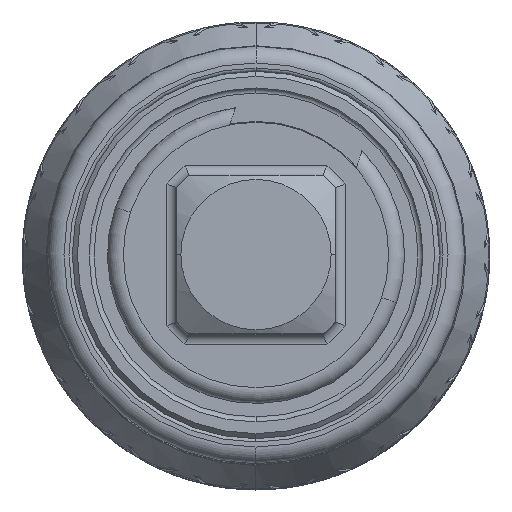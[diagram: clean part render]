
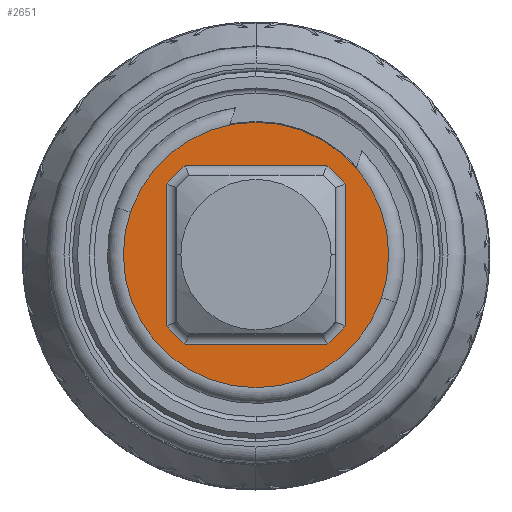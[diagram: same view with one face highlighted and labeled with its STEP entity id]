
A CAD part, top view. The second image highlights one B-rep face of the part: STEP entity #2651.
In plain terms, the highlighted planar face has unit normal (0, 0, 1).
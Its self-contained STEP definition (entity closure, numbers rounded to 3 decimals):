
#1668=CARTESIAN_POINT('',(0.,0.,64.4));
#1669=DIRECTION('',(0.,0.,-1.));
#1670=DIRECTION('',(1.,0.,0.));
#1671=AXIS2_PLACEMENT_3D('',#1668,#1669,#1670);
#1764=CARTESIAN_POINT('',(0.,0.,64.4));
#1765=DIRECTION('',(0.,0.,-1.));
#1766=DIRECTION('',(-1.,0.,0.));
#1767=AXIS2_PLACEMENT_3D('',#1764,#1765,#1766);
#1909=CARTESIAN_POINT('',(0.,0.,64.4));
#1910=DIRECTION('',(0.,0.,1.));
#1911=DIRECTION('',(0.784,0.621,0.));
#1912=AXIS2_PLACEMENT_3D('',#1909,#1910,#1911);
#1914=DIRECTION('',(-1.,0.,0.));
#1915=VECTOR('',#1914,8.48);
#1916=CARTESIAN_POINT('',(4.24,5.348,64.4));
#1917=LINE('',#1916,#1915);
#1918=CARTESIAN_POINT('',(0.,0.,64.4));
#1919=DIRECTION('',(0.,0.,1.));
#1920=DIRECTION('',(-0.621,0.784,0.));
#1921=AXIS2_PLACEMENT_3D('',#1918,#1919,#1920);
#1923=DIRECTION('',(0.,-1.,0.));
#1924=VECTOR('',#1923,8.48);
#1925=CARTESIAN_POINT('',(-5.348,4.24,64.4));
#1926=LINE('',#1925,#1924);
#1927=CARTESIAN_POINT('',(0.,0.,64.4));
#1928=DIRECTION('',(0.,0.,1.));
#1929=DIRECTION('',(-0.784,-0.621,0.));
#1930=AXIS2_PLACEMENT_3D('',#1927,#1928,#1929);
#1932=DIRECTION('',(1.,0.,0.));
#1933=VECTOR('',#1932,8.48);
#1934=CARTESIAN_POINT('',(-4.24,-5.348,64.4));
#1935=LINE('',#1934,#1933);
#1936=CARTESIAN_POINT('',(0.,0.,64.4));
#1937=DIRECTION('',(0.,0.,1.));
#1938=DIRECTION('',(0.621,-0.784,0.));
#1939=AXIS2_PLACEMENT_3D('',#1936,#1937,#1938);
#1941=DIRECTION('',(0.,1.,0.));
#1942=VECTOR('',#1941,8.48);
#1943=CARTESIAN_POINT('',(5.348,-4.24,64.4));
#1944=LINE('',#1943,#1942);
#2389=CARTESIAN_POINT('',(7.947,0.,64.4));
#2390=CARTESIAN_POINT('',(-7.947,0.,64.4));
#2391=VERTEX_POINT('',#2389);
#2392=VERTEX_POINT('',#2390);
#2393=CARTESIAN_POINT('',(5.348,4.24,64.4));
#2394=CARTESIAN_POINT('',(4.24,5.348,64.4));
#2395=VERTEX_POINT('',#2393);
#2396=VERTEX_POINT('',#2394);
#2397=CARTESIAN_POINT('',(-4.24,5.348,64.4));
#2398=VERTEX_POINT('',#2397);
#2399=CARTESIAN_POINT('',(-5.348,4.24,64.4));
#2400=VERTEX_POINT('',#2399);
#2401=CARTESIAN_POINT('',(-5.348,-4.24,64.4));
#2402=VERTEX_POINT('',#2401);
#2403=CARTESIAN_POINT('',(-4.24,-5.348,64.4));
#2404=VERTEX_POINT('',#2403);
#2405=CARTESIAN_POINT('',(4.24,-5.348,64.4));
#2406=VERTEX_POINT('',#2405);
#2407=CARTESIAN_POINT('',(5.348,-4.24,64.4));
#2408=VERTEX_POINT('',#2407);
#2624=CARTESIAN_POINT('',(0.,0.,64.4));
#2625=DIRECTION('',(0.,0.,1.));
#2626=DIRECTION('',(0.,-1.,0.));
#2627=AXIS2_PLACEMENT_3D('',#2624,#2625,#2626);
#2628=PLANE('',#2627);
#2629=ORIENTED_EDGE('',*,*,#2434,.T.);
#2630=ORIENTED_EDGE('',*,*,#2503,.T.);
#2631=EDGE_LOOP('',(#2629,#2630));
#2632=FACE_OUTER_BOUND('',#2631,.F.);
#2634=ORIENTED_EDGE('',*,*,#2633,.T.);
#2636=ORIENTED_EDGE('',*,*,#2635,.T.);
#2638=ORIENTED_EDGE('',*,*,#2637,.T.);
#2640=ORIENTED_EDGE('',*,*,#2639,.T.);
#2642=ORIENTED_EDGE('',*,*,#2641,.T.);
#2644=ORIENTED_EDGE('',*,*,#2643,.T.);
#2646=ORIENTED_EDGE('',*,*,#2645,.T.);
#2648=ORIENTED_EDGE('',*,*,#2647,.T.);
#2649=EDGE_LOOP('',(#2634,#2636,#2638,#2640,#2642,#2644,#2646,#2648));
#2650=FACE_BOUND('',#2649,.F.);
#2651=ADVANCED_FACE('',(#2632,#2650),#2628,.T.);
#1672=CIRCLE('',#1671,7.947);
#1768=CIRCLE('',#1767,7.947);
#1913=CIRCLE('',#1912,6.825);
#1922=CIRCLE('',#1921,6.825);
#1931=CIRCLE('',#1930,6.825);
#1940=CIRCLE('',#1939,6.825);
#2434=EDGE_CURVE('',#2391,#2392,#1672,.T.);
#2503=EDGE_CURVE('',#2392,#2391,#1768,.T.);
#2633=EDGE_CURVE('',#2395,#2396,#1913,.T.);
#2635=EDGE_CURVE('',#2396,#2398,#1917,.T.);
#2637=EDGE_CURVE('',#2398,#2400,#1922,.T.);
#2639=EDGE_CURVE('',#2400,#2402,#1926,.T.);
#2641=EDGE_CURVE('',#2402,#2404,#1931,.T.);
#2643=EDGE_CURVE('',#2404,#2406,#1935,.T.);
#2645=EDGE_CURVE('',#2406,#2408,#1940,.T.);
#2647=EDGE_CURVE('',#2408,#2395,#1944,.T.);
